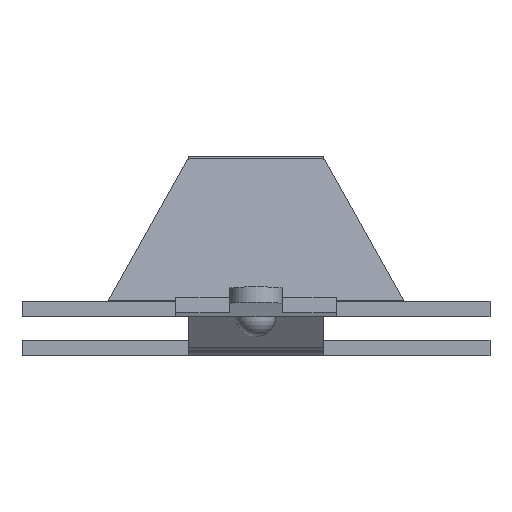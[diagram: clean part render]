
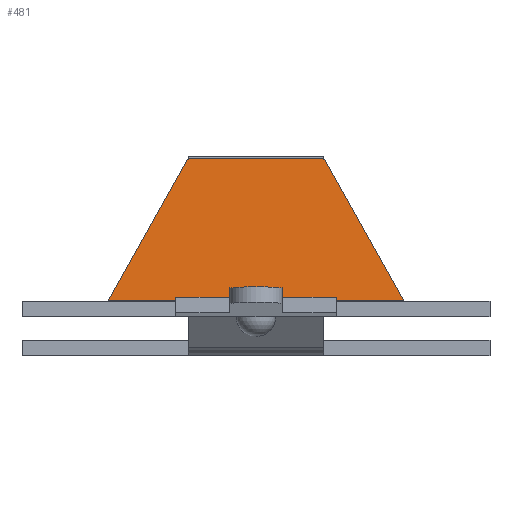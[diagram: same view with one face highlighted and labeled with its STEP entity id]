
A CAD part, front view. The second image highlights one B-rep face of the part: STEP entity #481.
In plain terms, the highlighted planar face has unit normal (0, -0.411, 0.912).
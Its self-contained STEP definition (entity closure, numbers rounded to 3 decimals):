
#2 = LINE ( 'NONE', #415, #262 ) ;
#11 = AXIS2_PLACEMENT_3D ( 'NONE', #239, #476, #1038 ) ;
#25 = VERTEX_POINT ( 'NONE', #144 ) ;
#129 = ORIENTED_EDGE ( 'NONE', *, *, #829, .F. ) ;
#144 = CARTESIAN_POINT ( 'NONE',  ( -2.848, 7.091, 0.009 ) ) ;
#165 = FACE_OUTER_BOUND ( 'NONE', #547, .T. ) ;
#208 = CARTESIAN_POINT ( 'NONE',  ( 1.31, 13.184, 2.755 ) ) ;
#210 = PLANE ( 'NONE',  #11 ) ;
#218 = VECTOR ( 'NONE', #1321, 1000. ) ;
#239 = CARTESIAN_POINT ( 'NONE',  ( 1.31, 13.184, 2.755 ) ) ;
#262 = VECTOR ( 'NONE', #1399, 1000. ) ;
#271 = ORIENTED_EDGE ( 'NONE', *, *, #1292, .T. ) ;
#277 = CARTESIAN_POINT ( 'NONE',  ( 2.848, 7.091, 0.009 ) ) ;
#359 = CARTESIAN_POINT ( 'NONE',  ( -1.31, 13.184, 2.755 ) ) ;
#415 = CARTESIAN_POINT ( 'NONE',  ( 1.31, 7.091, 0.009 ) ) ;
#449 = DIRECTION ( 'NONE',  ( -1., 0., 0. ) ) ;
#451 = LINE ( 'NONE', #359, #662 ) ;
#476 = DIRECTION ( 'NONE',  ( 0., -0.411, 0.912 ) ) ;
#481 = ADVANCED_FACE ( 'NONE', ( #165 ), #210, .T. ) ;
#527 = VERTEX_POINT ( 'NONE', #1252 ) ;
#543 = CARTESIAN_POINT ( 'NONE',  ( -1.31, 13.184, 2.755 ) ) ;
#547 = EDGE_LOOP ( 'NONE', ( #271, #1028, #129, #1008 ) ) ;
#633 = EDGE_CURVE ( 'NONE', #942, #25, #451, .T. ) ;
#662 = VECTOR ( 'NONE', #702, 1000. ) ;
#702 = DIRECTION ( 'NONE',  ( -0.224, -0.888, -0.4 ) ) ;
#726 = VERTEX_POINT ( 'NONE', #277 ) ;
#829 = EDGE_CURVE ( 'NONE', #726, #25, #2, .T. ) ;
#942 = VERTEX_POINT ( 'NONE', #543 ) ;
#1008 = ORIENTED_EDGE ( 'NONE', *, *, #1127, .F. ) ;
#1028 = ORIENTED_EDGE ( 'NONE', *, *, #633, .T. ) ;
#1038 = DIRECTION ( 'NONE',  ( 0., -0.912, -0.411 ) ) ;
#1127 = EDGE_CURVE ( 'NONE', #527, #726, #1338, .T. ) ;
#1138 = VECTOR ( 'NONE', #449, 1000. ) ;
#1213 = CARTESIAN_POINT ( 'NONE',  ( 1.31, 13.184, 2.755 ) ) ;
#1240 = LINE ( 'NONE', #208, #1138 ) ;
#1252 = CARTESIAN_POINT ( 'NONE',  ( 1.31, 13.184, 2.755 ) ) ;
#1292 = EDGE_CURVE ( 'NONE', #527, #942, #1240, .T. ) ;
#1321 = DIRECTION ( 'NONE',  ( 0.224, -0.888, -0.4 ) ) ;
#1338 = LINE ( 'NONE', #1213, #218 ) ;
#1399 = DIRECTION ( 'NONE',  ( -1., 0., 0. ) ) ;
